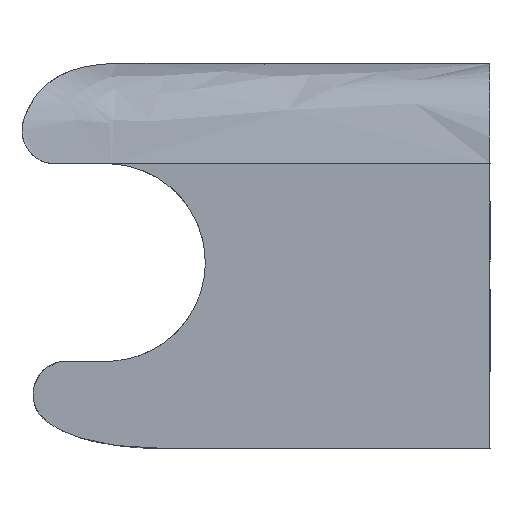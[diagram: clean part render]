
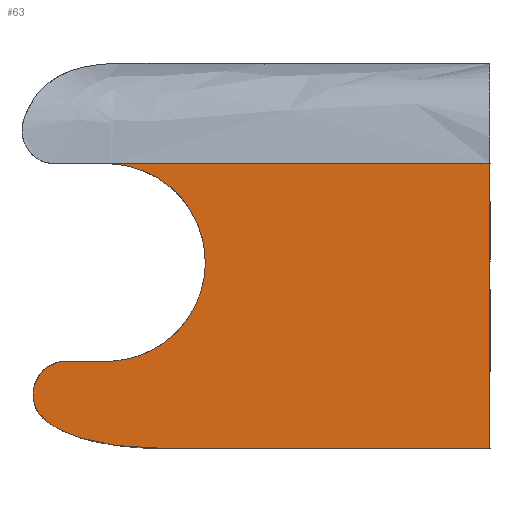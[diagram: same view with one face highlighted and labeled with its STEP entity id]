
A CAD part, left-side view. The second image highlights one B-rep face of the part: STEP entity #63.
In plain terms, the highlighted planar face has unit normal (-1, 0, 0).
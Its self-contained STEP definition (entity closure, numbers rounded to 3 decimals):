
#63=ADVANCED_FACE('',(#150),#1562,.T.);
#150=FACE_OUTER_BOUND('',#239,.T.);
#239=EDGE_LOOP('',(#525,#526,#527,#528,#529,#530,#531));
#525=ORIENTED_EDGE('',*,*,#933,.T.);
#526=ORIENTED_EDGE('',*,*,#945,.T.);
#527=ORIENTED_EDGE('',*,*,#853,.F.);
#528=ORIENTED_EDGE('',*,*,#830,.F.);
#529=ORIENTED_EDGE('',*,*,#823,.T.);
#530=ORIENTED_EDGE('',*,*,#833,.F.);
#531=ORIENTED_EDGE('',*,*,#829,.F.);
#823=EDGE_CURVE('',#1345,#1344,#1168,.T.);
#829=EDGE_CURVE('',#1351,#1350,#1174,.T.);
#830=EDGE_CURVE('',#1345,#1352,#1175,.T.);
#833=EDGE_CURVE('',#1350,#1344,#1071,.T.);
#853=EDGE_CURVE('',#1352,#1337,#1074,.T.);
#933=EDGE_CURVE('',#1351,#1418,#1252,.T.);
#945=EDGE_CURVE('',#1418,#1337,#1263,.T.);
#1071=(
BOUNDED_CURVE()
B_SPLINE_CURVE(2,(#2476,#2477,#2478),.UNSPECIFIED.,.F.,.F.)
B_SPLINE_CURVE_WITH_KNOTS((3,3),(0.,3.821),.UNSPECIFIED.)
CURVE()
GEOMETRIC_REPRESENTATION_ITEM()
RATIONAL_B_SPLINE_CURVE((1.,1.,1.))
REPRESENTATION_ITEM('')
);
#1074=(
BOUNDED_CURVE()
B_SPLINE_CURVE(2,(#2604,#2605,#2606,#2607,#2608),.UNSPECIFIED.,.F.,.F.)
B_SPLINE_CURVE_WITH_KNOTS((3,2,3),(0.,4.479,8.958),
 .UNSPECIFIED.)
CURVE()
GEOMETRIC_REPRESENTATION_ITEM()
RATIONAL_B_SPLINE_CURVE((1.,0.725,1.,0.725,1.))
REPRESENTATION_ITEM('')
);
#1168=B_SPLINE_CURVE_WITH_KNOTS('',3,(#2408,#2409,#2410,#2411,#2412,#2413,
#2414),.UNSPECIFIED.,.F.,.F.,(4,1,1,1,4),(-2.618,-1.87,
-1.122,-0.561,0.),.UNSPECIFIED.);
#1174=B_SPLINE_CURVE_WITH_KNOTS('',1,(#2467,#2468),.UNSPECIFIED.,.F.,.F.,
(2,2),(-9.678,0.),.UNSPECIFIED.);
#1175=B_SPLINE_CURVE_WITH_KNOTS('',1,(#2469,#2470),.UNSPECIFIED.,.F.,.F.,
(2,2),(-1.346,0.),.UNSPECIFIED.);
#1252=B_SPLINE_CURVE_WITH_KNOTS('',1,(#2893,#2894),.UNSPECIFIED.,.F.,.F.,
(2,2),(1.165,9.665),.UNSPECIFIED.);
#1263=B_SPLINE_CURVE_WITH_KNOTS('',1,(#2918,#2919),.UNSPECIFIED.,.F.,.F.,
(2,2),(-11.298,0.),.UNSPECIFIED.);
#1337=VERTEX_POINT('',#2110);
#1344=VERTEX_POINT('',#2117);
#1345=VERTEX_POINT('',#2118);
#1350=VERTEX_POINT('',#2123);
#1351=VERTEX_POINT('',#2124);
#1352=VERTEX_POINT('',#2125);
#1418=VERTEX_POINT('',#2191);
#1562=PLANE('',#1734);
#1734=AXIS2_PLACEMENT_3D('',#2082,#1815,$);
#1815=DIRECTION('',(-1.,0.,0.));
#2082=CARTESIAN_POINT('',(-16.,-16.878,-12.084));
#2110=CARTESIAN_POINT('',(-16.,22.184,8.5));
#2117=CARTESIAN_POINT('',(-16.,24.121,0.804));
#2118=CARTESIAN_POINT('',(-16.,23.53,2.61));
#2123=CARTESIAN_POINT('',(-16.,20.564,0.));
#2124=CARTESIAN_POINT('',(-16.,10.886,0.));
#2125=CARTESIAN_POINT('',(-16.,22.184,2.61));
#2191=CARTESIAN_POINT('',(-16.,10.886,8.5));
#2408=CARTESIAN_POINT('',(-16.,23.53,2.61));
#2409=CARTESIAN_POINT('',(-16.,23.769,2.61));
#2410=CARTESIAN_POINT('',(-16.,24.246,2.431));
#2411=CARTESIAN_POINT('',(-16.,24.578,1.815));
#2412=CARTESIAN_POINT('',(-16.,24.496,1.201));
#2413=CARTESIAN_POINT('',(-16.,24.266,0.91));
#2414=CARTESIAN_POINT('',(-16.,24.121,0.804));
#2467=CARTESIAN_POINT('',(-16.,10.886,0.));
#2468=CARTESIAN_POINT('',(-16.,20.564,0.));
#2469=CARTESIAN_POINT('',(-16.,23.53,2.61));
#2470=CARTESIAN_POINT('',(-16.,22.184,2.61));
#2476=CARTESIAN_POINT('',(-16.,20.564,0.));
#2477=CARTESIAN_POINT('',(-16.,23.026,0.));
#2478=CARTESIAN_POINT('',(-16.,24.121,0.804));
#2604=CARTESIAN_POINT('',(-16.,22.184,2.61));
#2605=CARTESIAN_POINT('',(-16.,19.388,2.755));
#2606=CARTESIAN_POINT('',(-16.,19.388,5.555));
#2607=CARTESIAN_POINT('',(-16.,19.388,8.355));
#2608=CARTESIAN_POINT('',(-16.,22.184,8.5));
#2893=CARTESIAN_POINT('',(-16.,10.886,0.));
#2894=CARTESIAN_POINT('',(-16.,10.886,8.5));
#2918=CARTESIAN_POINT('',(-16.,10.886,8.5));
#2919=CARTESIAN_POINT('',(-16.,22.184,8.5));
